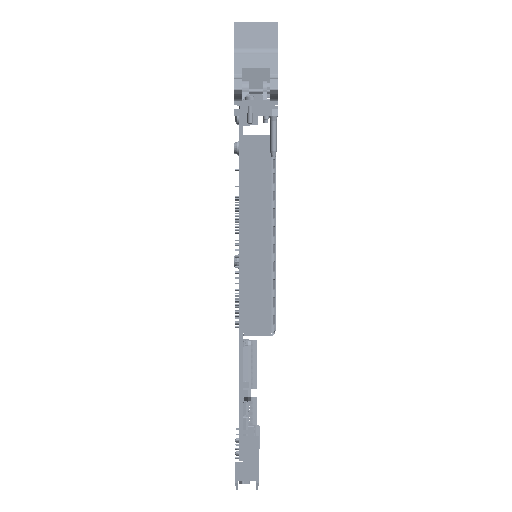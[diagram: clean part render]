
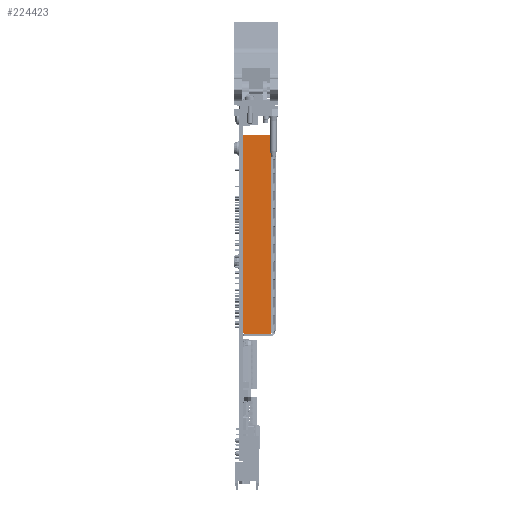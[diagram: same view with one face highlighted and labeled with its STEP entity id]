
A CAD part, front view. The second image highlights one B-rep face of the part: STEP entity #224423.
In plain terms, the highlighted planar face has unit normal (0, -1, 0).
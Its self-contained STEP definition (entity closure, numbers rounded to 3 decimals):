
#27037 = AXIS2_PLACEMENT_3D ( 'NONE', #180562, #180565, #180568 ) ;
#34156 = CARTESIAN_POINT ( 'NONE',  ( -21.268, -36.386, -10.326 ) ) ;
#34188 = CARTESIAN_POINT ( 'NONE',  ( -21.268, -36.386, -101.255 ) ) ;
#34197 = CARTESIAN_POINT ( 'NONE',  ( -33.268, -36.386, -101.255 ) ) ;
#34522 = CARTESIAN_POINT ( 'NONE',  ( -34.268, -36.386, -100.255 ) ) ;
#34550 = CARTESIAN_POINT ( 'NONE',  ( -33.268, -36.386, -10.326 ) ) ;
#34608 = CARTESIAN_POINT ( 'NONE',  ( -34.268, -36.386, -11.326 ) ) ;
#65524 = VERTEX_POINT ( 'NONE', #34156 ) ;
#65582 = VERTEX_POINT ( 'NONE', #34188 ) ;
#65590 = VERTEX_POINT ( 'NONE', #34197 ) ;
#66108 = VERTEX_POINT ( 'NONE', #34522 ) ;
#66143 = VERTEX_POINT ( 'NONE', #34550 ) ;
#66238 = VERTEX_POINT ( 'NONE', #34608 ) ;
#125945 = EDGE_CURVE ( 'NONE', #65524, #65582, #213942, .T. ) ;
#125951 = EDGE_CURVE ( 'NONE', #66238, #66108, #213954, .T. ) ;
#125954 = EDGE_CURVE ( 'NONE', #66108, #65590, #213966, .T. ) ;
#125957 = EDGE_CURVE ( 'NONE', #65582, #65590, #213982, .T. ) ;
#125959 = EDGE_CURVE ( 'NONE', #65524, #66143, #213994, .T. ) ;
#125962 = EDGE_CURVE ( 'NONE', #66143, #66238, #214005, .T. ) ;
#137503 = CARTESIAN_POINT ( 'NONE',  ( -21.268, -36.386, -102.326 ) ) ;
#137509 = DIRECTION ( 'NONE',  ( 0., 0., -1. ) ) ;
#137546 = CARTESIAN_POINT ( 'NONE',  ( -34.268, -36.386, -10.326 ) ) ;
#137554 = DIRECTION ( 'NONE',  ( 0., 0., -1. ) ) ;
#137579 = CARTESIAN_POINT ( 'NONE',  ( -33.268, -36.386, -100.255 ) ) ;
#137581 = DIRECTION ( 'NONE',  ( 0., -1., 0. ) ) ;
#137584 = DIRECTION ( 'NONE',  ( -1., 0., 0. ) ) ;
#137591 = CARTESIAN_POINT ( 'NONE',  ( -21.268, -36.386, -101.255 ) ) ;
#137598 = DIRECTION ( 'NONE',  ( -1., 0., 0. ) ) ;
#137609 = CARTESIAN_POINT ( 'NONE',  ( -20.268, -36.386, -10.326 ) ) ;
#137616 = DIRECTION ( 'NONE',  ( -1., 0., 0. ) ) ;
#137641 = CARTESIAN_POINT ( 'NONE',  ( -33.268, -36.386, -11.326 ) ) ;
#137644 = DIRECTION ( 'NONE',  ( 0., -1., 0. ) ) ;
#137647 = DIRECTION ( 'NONE',  ( -1., 0., 0. ) ) ;
#144188 = ORIENTED_EDGE ( 'NONE', *, *, #125951, .T. ) ;
#144199 = ORIENTED_EDGE ( 'NONE', *, *, #125954, .T. ) ;
#144206 = ORIENTED_EDGE ( 'NONE', *, *, #125957, .F. ) ;
#144218 = ORIENTED_EDGE ( 'NONE', *, *, #125945, .F. ) ;
#144228 = ORIENTED_EDGE ( 'NONE', *, *, #125959, .T. ) ;
#144240 = ORIENTED_EDGE ( 'NONE', *, *, #125962, .T. ) ;
#180535 = PLANE ( 'NONE',  #27037 ) ;
#180562 = CARTESIAN_POINT ( 'NONE',  ( -20.268, -36.386, -10.326 ) ) ;
#180565 = DIRECTION ( 'NONE',  ( 0., 1., 0. ) ) ;
#180568 = DIRECTION ( 'NONE',  ( -1., 0., 0. ) ) ;
#200511 = FACE_OUTER_BOUND ( 'NONE', #210949, .T. ) ;
#210949 = EDGE_LOOP ( 'NONE', ( #144188, #144199, #144206, #144218, #144228, #144240 ) ) ;
#213942 = LINE ( 'NONE', #137503, #213951 ) ;
#213951 = VECTOR ( 'NONE', #137509, 1000. ) ;
#213954 = LINE ( 'NONE', #137546, #213969 ) ;
#213966 = CIRCLE ( 'NONE', #220997, 1. ) ;
#213969 = VECTOR ( 'NONE', #137554, 1000. ) ;
#213982 = LINE ( 'NONE', #137591, #213991 ) ;
#213991 = VECTOR ( 'NONE', #137598, 1000. ) ;
#213994 = LINE ( 'NONE', #137609, #214003 ) ;
#214003 = VECTOR ( 'NONE', #137616, 1000. ) ;
#214005 = CIRCLE ( 'NONE', #220998, 1. ) ;
#220997 = AXIS2_PLACEMENT_3D ( 'NONE', #137579, #137581, #137584 ) ;
#220998 = AXIS2_PLACEMENT_3D ( 'NONE', #137641, #137644, #137647 ) ;
#224423 = ADVANCED_FACE ( 'NONE', ( #200511 ), #180535, .F. ) ;
